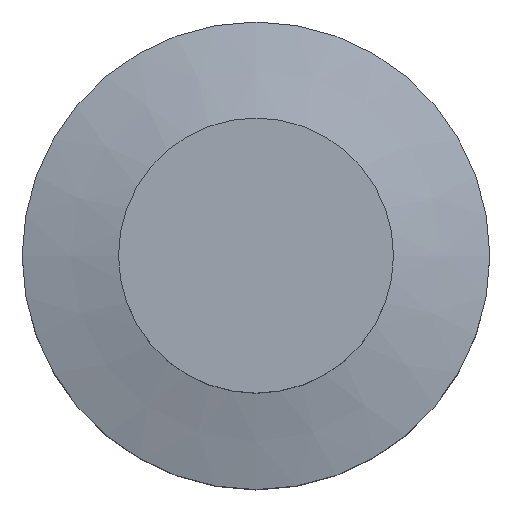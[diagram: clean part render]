
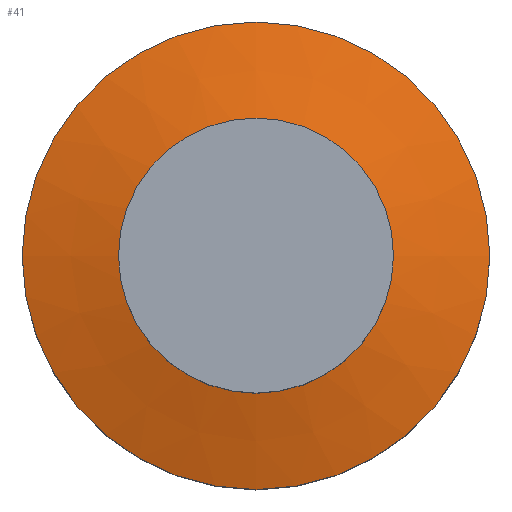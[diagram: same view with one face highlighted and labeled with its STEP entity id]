
A CAD part, top view. The second image highlights one B-rep face of the part: STEP entity #41.
In plain terms, the highlighted conical face has half-angle 75 degrees and reference radius 10 mm.
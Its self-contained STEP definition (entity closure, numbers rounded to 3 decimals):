
#39=CONICAL_SURFACE('',#109,10.,75.);
#41=ADVANCED_FACE('',(#49,#50),#39,.T.);
#49=FACE_BOUND('',#55,.T.);
#50=FACE_BOUND('',#56,.T.);
#55=EDGE_LOOP('',(#63));
#56=EDGE_LOOP('',(#64));
#63=ORIENTED_EDGE('',*,*,#75,.T.);
#64=ORIENTED_EDGE('',*,*,#73,.F.);
#69=VERTEX_POINT('',#144);
#71=VERTEX_POINT('',#149);
#73=EDGE_CURVE('',#69,#69,#77,.T.);
#75=EDGE_CURVE('',#71,#71,#79,.T.);
#77=CIRCLE('',#105,10.);
#79=CIRCLE('',#108,17.);
#105=AXIS2_PLACEMENT_3D('',#143,#120,#121);
#108=AXIS2_PLACEMENT_3D('',#148,#126,#127);
#109=AXIS2_PLACEMENT_3D('',#150,#128,#129);
#120=DIRECTION('',(0.,0.,1.));
#121=DIRECTION('',(1.,0.,0.));
#126=DIRECTION('',(0.,0.,1.));
#127=DIRECTION('',(1.,0.,0.));
#128=DIRECTION('',(0.,0.,-1.));
#129=DIRECTION('',(-1.,0.,0.));
#143=CARTESIAN_POINT('',(0.,0.,-6.729));
#144=CARTESIAN_POINT('',(10.,0.,-6.729));
#148=CARTESIAN_POINT('',(0.,0.,-8.605));
#149=CARTESIAN_POINT('',(17.,0.,-8.605));
#150=CARTESIAN_POINT('',(0.,0.,-6.729));
